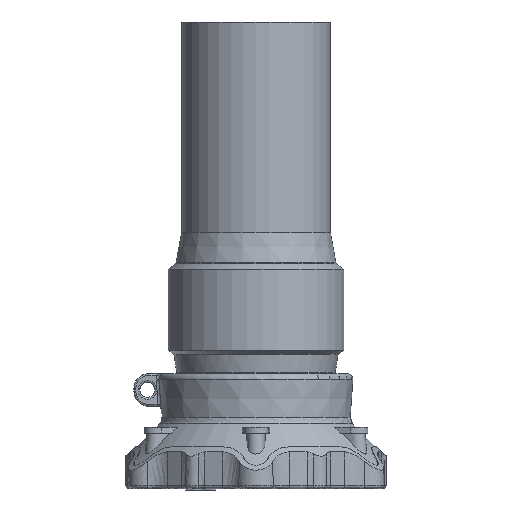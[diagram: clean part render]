
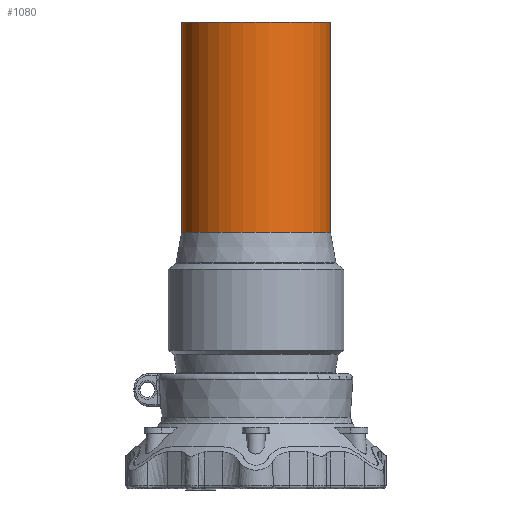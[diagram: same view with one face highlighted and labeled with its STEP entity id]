
A CAD part, front view. The second image highlights one B-rep face of the part: STEP entity #1080.
In plain terms, the highlighted cylindrical face has radius 125 mm (diameter 250 mm), a full revolution.
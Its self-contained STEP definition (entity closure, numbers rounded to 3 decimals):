
#428 = CIRCLE ( 'NONE', #17689, 125. ) ;
#429 = CIRCLE ( 'NONE', #17692, 125. ) ;
#975 = VERTEX_POINT ( 'NONE', #5441 ) ;
#976 = VERTEX_POINT ( 'NONE', #5442 ) ;
#1080 = ADVANCED_FACE ( 'NONE', ( #3945, #3944 ), #3948, .T. ) ;
#3814 = EDGE_LOOP ( 'NONE', ( #11250 ) ) ;
#3815 = EDGE_LOOP ( 'NONE', ( #11249 ) ) ;
#3944 = FACE_OUTER_BOUND ( 'NONE', #3814, .T. ) ;
#3945 = FACE_OUTER_BOUND ( 'NONE', #3815, .T. ) ;
#3948 = CYLINDRICAL_SURFACE ( 'NONE', #17181, 125. ) ;
#5441 = CARTESIAN_POINT ( 'NONE',  ( -146.603, 7.602, 229.453 ) ) ;
#5442 = CARTESIAN_POINT ( 'NONE',  ( -146.603, 7.602, 582.233 ) ) ;
#7075 = CARTESIAN_POINT ( 'NONE',  ( -21.603, 7.602, 229.453 ) ) ;
#7076 = DIRECTION ( 'NONE',  ( 0., 0., -1. ) ) ;
#7077 = DIRECTION ( 'NONE',  ( -1., 0., 0. ) ) ;
#7079 = CARTESIAN_POINT ( 'NONE',  ( -21.603, 7.602, 582.233 ) ) ;
#7080 = DIRECTION ( 'NONE',  ( 0., 0., -1. ) ) ;
#7081 = DIRECTION ( 'NONE',  ( -1., 0., 0. ) ) ;
#8321 = DIRECTION ( 'NONE',  ( -1., 0., 0. ) ) ;
#8322 = CARTESIAN_POINT ( 'NONE',  ( -21.603, 7.602, 21.42 ) ) ;
#8323 = DIRECTION ( 'NONE',  ( 0., 0., -1. ) ) ;
#11249 = ORIENTED_EDGE ( 'NONE', *, *, #15854, .F. ) ;
#11250 = ORIENTED_EDGE ( 'NONE', *, *, #15856, .T. ) ;
#15854 = EDGE_CURVE ( 'NONE', #975, #975, #428, .T. ) ;
#15856 = EDGE_CURVE ( 'NONE', #976, #976, #429, .T. ) ;
#17181 = AXIS2_PLACEMENT_3D ( 'NONE', #8322, #8323, #8321 ) ;
#17689 = AXIS2_PLACEMENT_3D ( 'NONE', #7075, #7076, #7077 ) ;
#17692 = AXIS2_PLACEMENT_3D ( 'NONE', #7079, #7080, #7081 ) ;
